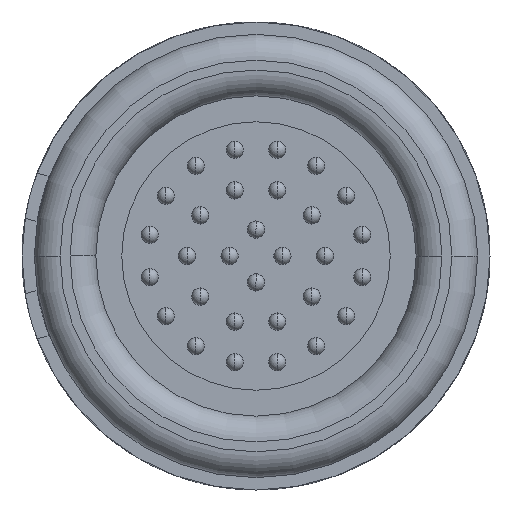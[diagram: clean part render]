
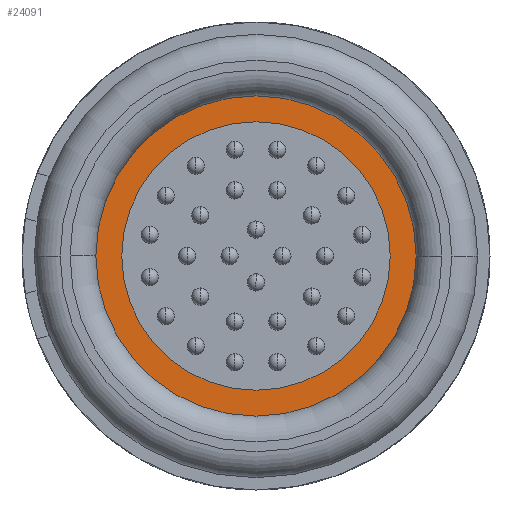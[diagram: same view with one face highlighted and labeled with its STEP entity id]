
A CAD part, left-side view. The second image highlights one B-rep face of the part: STEP entity #24091.
In plain terms, the highlighted planar face has unit normal (-1, 0, 0).
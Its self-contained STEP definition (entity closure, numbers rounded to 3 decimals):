
#2966=CARTESIAN_POINT('',(-12.8,0.,0.));
#2967=DIRECTION('',(-1.,0.,0.));
#2968=DIRECTION('',(0.,1.,0.));
#2969=AXIS2_PLACEMENT_3D('',#2966,#2967,#2968);
#2980=CARTESIAN_POINT('',(-12.8,0.,0.));
#2981=DIRECTION('',(1.,0.,0.));
#2982=DIRECTION('',(0.,1.,0.));
#2983=AXIS2_PLACEMENT_3D('',#2980,#2981,#2982);
#10150=CARTESIAN_POINT('',(-12.8,0.,0.));
#10151=DIRECTION('',(-1.,0.,0.));
#10152=DIRECTION('',(0.,1.,0.));
#10153=AXIS2_PLACEMENT_3D('',#10150,#10151,#10152);
#10155=CARTESIAN_POINT('',(-12.8,0.,0.));
#10156=DIRECTION('',(1.,0.,0.));
#10157=DIRECTION('',(0.,1.,0.));
#10158=AXIS2_PLACEMENT_3D('',#10155,#10156,#10157);
#10953=CARTESIAN_POINT('',(-12.8,6.5,0.));
#10954=CARTESIAN_POINT('',(-12.8,-6.5,0.));
#10955=VERTEX_POINT('',#10953);
#10956=VERTEX_POINT('',#10954);
#10957=CARTESIAN_POINT('',(-12.8,5.45,0.));
#10958=CARTESIAN_POINT('',(-12.8,-5.45,0.));
#10959=VERTEX_POINT('',#10957);
#10960=VERTEX_POINT('',#10958);
#24076=CARTESIAN_POINT('',(-12.8,0.,0.));
#24077=DIRECTION('',(1.,0.,0.));
#24078=DIRECTION('',(0.,-1.,0.));
#24079=AXIS2_PLACEMENT_3D('',#24076,#24077,#24078);
#24080=PLANE('',#24079);
#24082=ORIENTED_EDGE('',*,*,#24081,.F.);
#24084=ORIENTED_EDGE('',*,*,#24083,.T.);
#24085=EDGE_LOOP('',(#24082,#24084));
#24086=FACE_OUTER_BOUND('',#24085,.F.);
#24087=ORIENTED_EDGE('',*,*,#13730,.F.);
#24088=ORIENTED_EDGE('',*,*,#13688,.T.);
#24089=EDGE_LOOP('',(#24087,#24088));
#24090=FACE_BOUND('',#24089,.F.);
#2970=CIRCLE('',#2969,5.45);
#2984=CIRCLE('',#2983,5.45);
#10154=CIRCLE('',#10153,6.5);
#10159=CIRCLE('',#10158,6.5);
#13688=EDGE_CURVE('',#10959,#10960,#2970,.T.);
#13730=EDGE_CURVE('',#10959,#10960,#2984,.T.);
#24081=EDGE_CURVE('',#10955,#10956,#10154,.T.);
#24083=EDGE_CURVE('',#10955,#10956,#10159,.T.);
#24091=ADVANCED_FACE('',(#24086,#24090),#24080,.F.);
